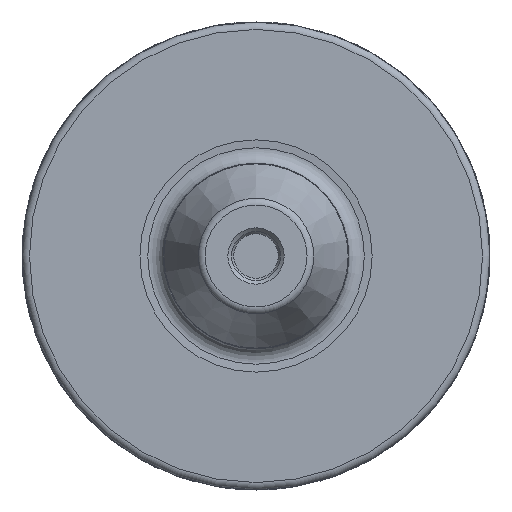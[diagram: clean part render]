
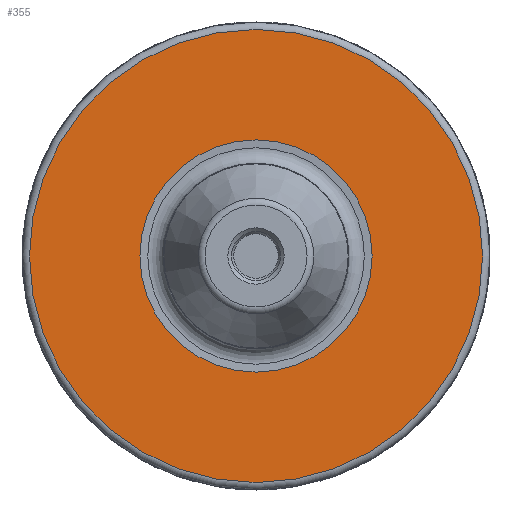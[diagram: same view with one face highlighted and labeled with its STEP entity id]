
A CAD part, left-side view. The second image highlights one B-rep face of the part: STEP entity #355.
In plain terms, the highlighted planar face has unit normal (-1, 0, 0).
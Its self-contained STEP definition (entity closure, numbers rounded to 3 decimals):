
#282=FACE_BOUND('',#521,.T.);
#283=FACE_BOUND('',#522,.T.);
#355=ADVANCED_FACE('',(#282,#283),#409,.F.);
#409=PLANE('',#1383);
#521=EDGE_LOOP('',(#731));
#522=EDGE_LOOP('',(#732));
#731=ORIENTED_EDGE('',*,*,#1174,.T.);
#732=ORIENTED_EDGE('',*,*,#1173,.F.);
#1023=VERTEX_POINT('',#2408);
#1024=VERTEX_POINT('',#2411);
#1173=EDGE_CURVE('',#1023,#1023,#1272,.T.);
#1174=EDGE_CURVE('',#1024,#1024,#1273,.T.);
#1272=CIRCLE('',#1380,30.495);
#1273=CIRCLE('',#1382,15.63);
#1380=AXIS2_PLACEMENT_3D('',#2407,#1625,#1626);
#1382=AXIS2_PLACEMENT_3D('',#2410,#1629,#1630);
#1383=AXIS2_PLACEMENT_3D('',#2412,#1631,#1632);
#1625=DIRECTION('',(1.,0.,0.));
#1626=DIRECTION('',(0.,0.,1.));
#1629=DIRECTION('',(1.,0.,0.));
#1630=DIRECTION('',(0.,0.,1.));
#1631=DIRECTION('',(1.,0.,0.));
#1632=DIRECTION('',(0.,0.,-1.));
#2407=CARTESIAN_POINT('',(73.,0.,0.));
#2408=CARTESIAN_POINT('',(73.,0.,30.495));
#2410=CARTESIAN_POINT('',(73.,0.,0.));
#2411=CARTESIAN_POINT('',(73.,0.,15.63));
#2412=CARTESIAN_POINT('',(73.,30.495,0.));
